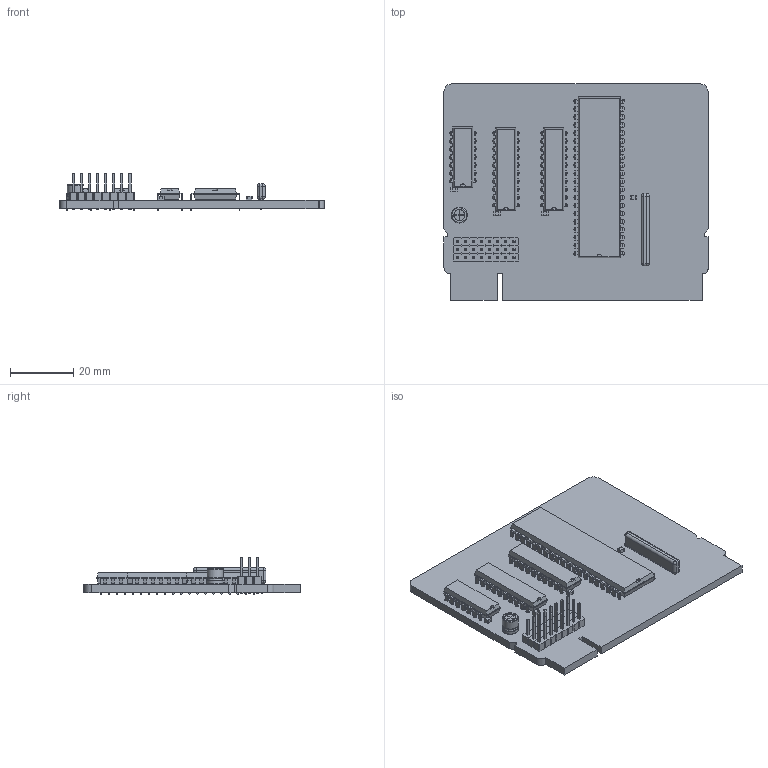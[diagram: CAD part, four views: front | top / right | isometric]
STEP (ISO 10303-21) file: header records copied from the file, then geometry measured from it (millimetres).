
FILE_DESCRIPTION(('KiCad electronic assembly'),'2;1');
FILE_NAME('CPU.step','2024-07-24T22:44:27',('Pcbnew'),('Kicad'), 'Open CASCADE STEP processor 7.6','KiCad to STEP converter','Unknown' );
FILE_SCHEMA(('AUTOMOTIVE_DESIGN { 1 0 10303 214 1 1 1 1 }'));
Length unit declared in the file: millimetre
Products named in the file (16): CPU 1; PinHeader_1x08_P2.54mm_Vertical; PinHeader_1x08_P254mm_Vertical; DIP-40_W15.24mm; C_0805_2012Metric; CP_Radial_D5.0mm_P2.50mm; CP_Radial_D50mm_P250mm; DIP-20_W7.62mm; DIP-14_W7.62mm; R_Array_SIP9; CPU_PCB
Assembly tree (21 placements, depth 3):
  CPU 1
    PinHeader_1x08_P2.54mm_Vertical  x3
      PinHeader_1x08_P254mm_Vertical
    DIP-40_W15.24mm
      DIP-40_W15.24mm
    C_0805_2012Metric  x4
      C_0805_2012Metric
    CP_Radial_D5.0mm_P2.50mm
      CP_Radial_D50mm_P250mm
    DIP-20_W7.62mm  x2
      DIP-20_W7.62mm
    DIP-14_W7.62mm
      DIP-14_W7.62mm
    R_Array_SIP9
      R_Array_SIP9
    CPU_PCB
Bounding box: 83.31 x 68.2 x 11.84 mm (x, y, z)
Volume: 19016.9 mm3; surface area: 18981.8 mm2
Topology: 14 solids, 15 shells, 2668 faces, 7052 edges, 4481 vertices
Faces by surface type: plane 2104, cylinder 401, bspline 148, sphere 8, revolution 5, torus 2
Full cylindrical faces by diameter (mm): 0.5 x2, 0.8 x105, 1 x25
Entity records: 70404 total; most frequent: CARTESIAN_POINT 11906, ORIENTED_EDGE 9856, DIRECTION 9016, EDGE_CURVE 4928, LINE 4171, VECTOR 4171, VERTEX_POINT 3143, AXIS2_PLACEMENT_3D 2420
